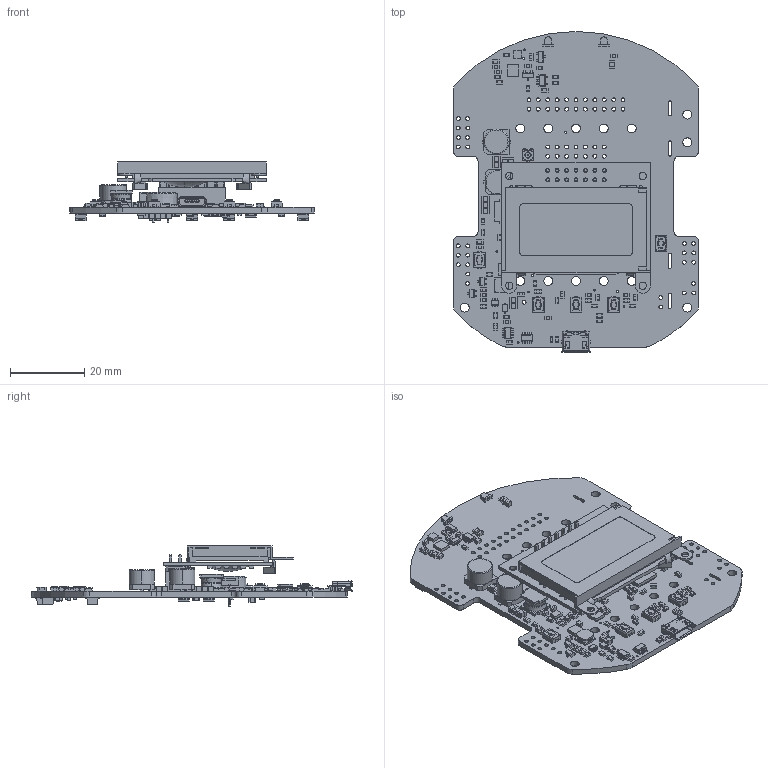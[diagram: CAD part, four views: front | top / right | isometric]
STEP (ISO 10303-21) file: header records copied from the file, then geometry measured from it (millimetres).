
FILE_DESCRIPTION (( 'STEP AP214' ), '1' );
FILE_NAME ('3pi-plus-32u4-control-board-step.step', '2020-11-21T02:43:23', ( '' ), ( '' ), 'SwSTEP 2.0', 'SolidWorks 2020', '' );
FILE_SCHEMA (( 'AUTOMOTIVE_DESIGN' ));
Length unit declared in the file: inch
Products named in the file (1): 3pi-plus-32u4-control-board-step
Bounding box: 66.04 x 86.56 x 16.18 mm (x, y, z)
Volume: 14008.4 mm3; surface area: 19739 mm2
Topology: 4 solids, 4 shells, 6511 faces, 17927 edges, 11563 vertices
Faces by surface type: plane 4736, cylinder 1419, bspline 239, torus 64, sphere 30, cone 23
Entity records: 298652 total; most frequent: CARTESIAN_POINT 48191, ORIENTED_EDGE 35838, DIRECTION 32022, EDGE_CURVE 17919, VECTOR 14086, LINE 14086, VERTEX_POINT 11563, AXIS2_PLACEMENT_3D 8968
